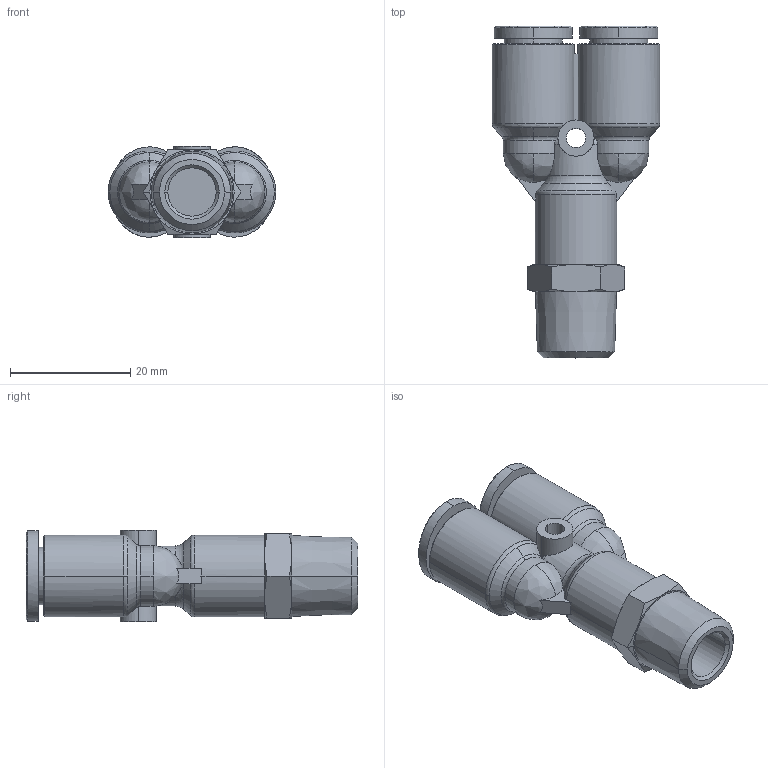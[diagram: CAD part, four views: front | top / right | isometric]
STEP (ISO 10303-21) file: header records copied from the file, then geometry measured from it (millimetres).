
FILE_DESCRIPTION (( 'STEP AP214' ), '1' );
FILE_NAME ('PWT08-02.stp', '2015-10-07T07:42:19', ( '' ), ( '' ), 'SwSTEP 2.0', 'SolidWorks 2015', '' );
FILE_SCHEMA (( 'AUTOMOTIVE_DESIGN' ));
Length unit declared in the file: millimetre
Products named in the file (2): PWT08-02; ｦ+ﾃｦ1
Assembly tree (1 placements, depth 2):
  PWT08-02
    ｦ+ﾃｦ1
Bounding box: 27.8 x 55.1 x 15.2 mm (x, y, z)
Volume: 8166.1 mm3; surface area: 5632.1 mm2
Topology: 1 solids, 1 shells, 865 faces, 2437 edges, 1615 vertices
Faces by surface type: plane 703, bspline 75, cylinder 43, cone 38, torus 6
Entity records: 30718 total; most frequent: CARTESIAN_POINT 7958, ORIENTED_EDGE 4874, DIRECTION 3947, EDGE_CURVE 2437, VECTOR 2035, LINE 2035, VERTEX_POINT 1615, AXIS2_PLACEMENT_3D 956
